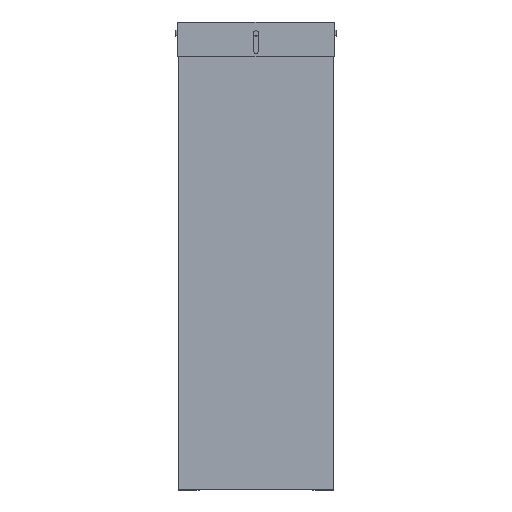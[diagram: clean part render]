
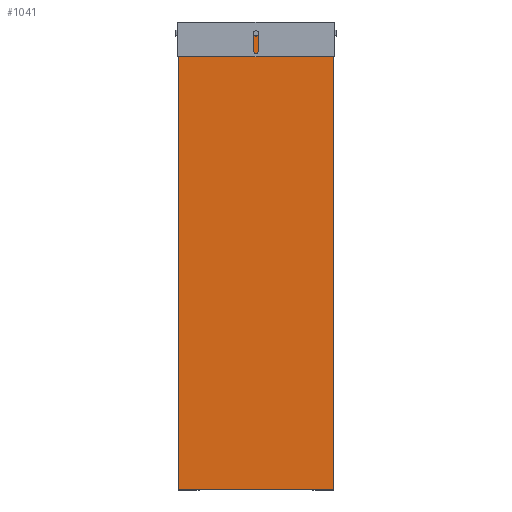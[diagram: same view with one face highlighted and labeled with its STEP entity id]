
A CAD part, top view. The second image highlights one B-rep face of the part: STEP entity #1041.
In plain terms, the highlighted planar face has unit normal (0, 0, 1).
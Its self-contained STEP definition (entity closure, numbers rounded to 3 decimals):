
#2 = FACE_OUTER_BOUND ( 'NONE', #1693, .T. ) ;
#24 = FACE_BOUND ( 'NONE', #412, .T. ) ;
#163 = CARTESIAN_POINT ( 'NONE',  ( 150., 0., 0. ) ) ;
#230 = PLANE ( 'NONE',  #838 ) ;
#313 = ORIENTED_EDGE ( 'NONE', *, *, #2276, .T. ) ;
#319 = DIRECTION ( 'NONE',  ( 1., 0., 0. ) ) ;
#350 = ORIENTED_EDGE ( 'NONE', *, *, #1680, .F. ) ;
#370 = CARTESIAN_POINT ( 'NONE',  ( 150., 900., 0. ) ) ;
#372 = CARTESIAN_POINT ( 'NONE',  ( -150., 0., 0. ) ) ;
#412 = EDGE_LOOP ( 'NONE', ( #2750, #350 ) ) ;
#430 = ORIENTED_EDGE ( 'NONE', *, *, #2700, .F. ) ;
#454 = DIRECTION ( 'NONE',  ( 1., 0., 0. ) ) ;
#466 = VECTOR ( 'NONE', #2436, 1000. ) ;
#477 = VECTOR ( 'NONE', #1110, 1000. ) ;
#497 = LINE ( 'NONE', #372, #1371 ) ;
#512 = CARTESIAN_POINT ( 'NONE',  ( 0., 882., 0. ) ) ;
#535 = AXIS2_PLACEMENT_3D ( 'NONE', #512, #549, #454 ) ;
#542 = LINE ( 'NONE', #2518, #466 ) ;
#549 = DIRECTION ( 'NONE',  ( 0., 0., 1. ) ) ;
#554 = AXIS2_PLACEMENT_3D ( 'NONE', #2718, #2695, #2655 ) ;
#700 = CARTESIAN_POINT ( 'NONE',  ( 3., 882., 0. ) ) ;
#838 = AXIS2_PLACEMENT_3D ( 'NONE', #3168, #3144, #3133 ) ;
#860 = VECTOR ( 'NONE', #2989, 1000. ) ;
#867 = VERTEX_POINT ( 'NONE', #999 ) ;
#978 = VERTEX_POINT ( 'NONE', #2019 ) ;
#997 = VERTEX_POINT ( 'NONE', #1892 ) ;
#999 = CARTESIAN_POINT ( 'NONE',  ( -150., 0., 0. ) ) ;
#1041 = ADVANCED_FACE ( 'NONE', ( #24, #2 ), #230, .F. ) ;
#1104 = CARTESIAN_POINT ( 'NONE',  ( -150., 1., 0. ) ) ;
#1110 = DIRECTION ( 'NONE',  ( 0., -1., 0. ) ) ;
#1202 = LINE ( 'NONE', #1104, #477 ) ;
#1273 = CIRCLE ( 'NONE', #554, 3. ) ;
#1371 = VECTOR ( 'NONE', #319, 1000. ) ;
#1414 = VERTEX_POINT ( 'NONE', #163 ) ;
#1482 = EDGE_CURVE ( 'NONE', #2372, #997, #1273, .T. ) ;
#1546 = EDGE_CURVE ( 'NONE', #978, #2487, #542, .T. ) ;
#1680 = EDGE_CURVE ( 'NONE', #997, #2372, #2611, .T. ) ;
#1693 = EDGE_LOOP ( 'NONE', ( #2823, #430, #3021, #313 ) ) ;
#1892 = CARTESIAN_POINT ( 'NONE',  ( -3., 882., 0. ) ) ;
#2019 = CARTESIAN_POINT ( 'NONE',  ( -150., 900., 0. ) ) ;
#2276 = EDGE_CURVE ( 'NONE', #978, #867, #1202, .T. ) ;
#2316 = LINE ( 'NONE', #3011, #860 ) ;
#2372 = VERTEX_POINT ( 'NONE', #700 ) ;
#2436 = DIRECTION ( 'NONE',  ( 1., 0., 0. ) ) ;
#2487 = VERTEX_POINT ( 'NONE', #370 ) ;
#2503 = EDGE_CURVE ( 'NONE', #867, #1414, #497, .T. ) ;
#2518 = CARTESIAN_POINT ( 'NONE',  ( -150., 900., 0. ) ) ;
#2611 = CIRCLE ( 'NONE', #535, 3. ) ;
#2655 = DIRECTION ( 'NONE',  ( 1., 0., 0. ) ) ;
#2695 = DIRECTION ( 'NONE',  ( 0., 0., 1. ) ) ;
#2700 = EDGE_CURVE ( 'NONE', #2487, #1414, #2316, .T. ) ;
#2718 = CARTESIAN_POINT ( 'NONE',  ( 0., 882., 0. ) ) ;
#2750 = ORIENTED_EDGE ( 'NONE', *, *, #1482, .F. ) ;
#2823 = ORIENTED_EDGE ( 'NONE', *, *, #2503, .T. ) ;
#2989 = DIRECTION ( 'NONE',  ( 0., -1., 0. ) ) ;
#3011 = CARTESIAN_POINT ( 'NONE',  ( 150., 1., 0. ) ) ;
#3021 = ORIENTED_EDGE ( 'NONE', *, *, #1546, .F. ) ;
#3133 = DIRECTION ( 'NONE',  ( -1., 0., 0. ) ) ;
#3144 = DIRECTION ( 'NONE',  ( 0., 0., -1. ) ) ;
#3168 = CARTESIAN_POINT ( 'NONE',  ( -150., 1., 0. ) ) ;
